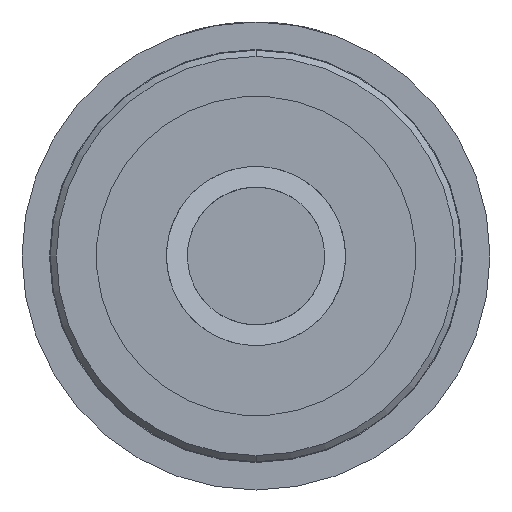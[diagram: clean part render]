
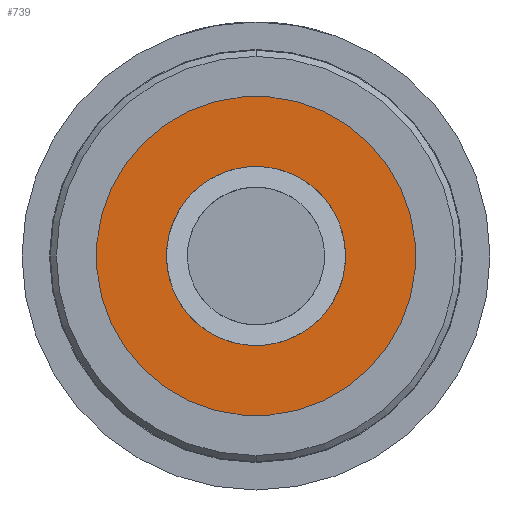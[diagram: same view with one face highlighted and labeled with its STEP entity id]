
A CAD part, front view. The second image highlights one B-rep face of the part: STEP entity #739.
In plain terms, the highlighted planar face has unit normal (0, -1, 0).
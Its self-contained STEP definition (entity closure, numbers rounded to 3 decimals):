
#13 = PLANE ( 'NONE',  #3500 ) ;
#45 = AXIS2_PLACEMENT_3D ( 'NONE', #2578, #910, #3133 ) ;
#50 = CIRCLE ( 'NONE', #2567, 1.16 ) ;
#220 = CARTESIAN_POINT ( 'NONE',  ( 0.82, -32., -0.82 ) ) ;
#244 = DIRECTION ( 'NONE',  ( -0.707, 0., 0.707 ) ) ;
#307 = EDGE_LOOP ( 'NONE', ( #1662, #2621 ) ) ;
#341 = CIRCLE ( 'NONE', #45, 0.65 ) ;
#358 = CARTESIAN_POINT ( 'NONE',  ( 0., -32., 0. ) ) ;
#365 = VERTEX_POINT ( 'NONE', #3014 ) ;
#393 = EDGE_CURVE ( 'Defeature ausgef�hrt1_9+Defeature ausgef�hrt1_10+Defeature ausgef�hrt1_10+Defeature ausgef�hrt1_10', #365, #407, #1325, .T. ) ;
#407 = VERTEX_POINT ( 'NONE', #3170 ) ;
#539 = EDGE_CURVE ( 'Defeature ausgef�hrt1_8+Defeature ausgef�hrt1_10+Defeature ausgef�hrt1_10+Defeature ausgef�hrt1_10', #1228, #1105, #2531, .T. ) ;
#552 = FACE_BOUND ( 'NONE', #927, .T. ) ;
#560 = CARTESIAN_POINT ( 'NONE',  ( 0., -32., 0. ) ) ;
#692 = DIRECTION ( 'NONE',  ( 0., -1., 0. ) ) ;
#739 = ADVANCED_FACE ( 'Defeature ausgef�hrt1_10', ( #3539, #552 ), #13, .F. ) ;
#762 = DIRECTION ( 'NONE',  ( 0., 1., 0. ) ) ;
#830 = CARTESIAN_POINT ( 'NONE',  ( -0.82, -32., 0.82 ) ) ;
#857 = DIRECTION ( 'NONE',  ( -0.707, 0., 0.707 ) ) ;
#910 = DIRECTION ( 'NONE',  ( 0., -1., 0. ) ) ;
#927 = EDGE_LOOP ( 'NONE', ( #3028, #1570 ) ) ;
#999 = AXIS2_PLACEMENT_3D ( 'NONE', #358, #692, #3183 ) ;
#1105 = VERTEX_POINT ( 'NONE', #220 ) ;
#1228 = VERTEX_POINT ( 'NONE', #830 ) ;
#1325 = CIRCLE ( 'NONE', #999, 0.65 ) ;
#1335 = CARTESIAN_POINT ( 'NONE',  ( 0., -32., 0. ) ) ;
#1570 = ORIENTED_EDGE ( 'NONE', *, *, #2729, .F. ) ;
#1662 = ORIENTED_EDGE ( 'NONE', *, *, #539, .F. ) ;
#1680 = CARTESIAN_POINT ( 'NONE',  ( 0.82, -32., 0.82 ) ) ;
#1970 = DIRECTION ( 'NONE',  ( 0., 1., 0. ) ) ;
#1991 = AXIS2_PLACEMENT_3D ( 'NONE', #1335, #762, #3301 ) ;
#2186 = EDGE_CURVE ( 'Defeature ausgef�hrt1_8+Defeature ausgef�hrt1_10+Defeature ausgef�hrt1_10+Defeature ausgef�hrt1_10', #1105, #1228, #50, .T. ) ;
#2523 = DIRECTION ( 'NONE',  ( 0., 1., 0. ) ) ;
#2531 = CIRCLE ( 'NONE', #1991, 1.16 ) ;
#2567 = AXIS2_PLACEMENT_3D ( 'NONE', #560, #2523, #857 ) ;
#2578 = CARTESIAN_POINT ( 'NONE',  ( 0., -32., 0. ) ) ;
#2621 = ORIENTED_EDGE ( 'NONE', *, *, #2186, .F. ) ;
#2729 = EDGE_CURVE ( 'Defeature ausgef�hrt1_9+Defeature ausgef�hrt1_10+Defeature ausgef�hrt1_10+Defeature ausgef�hrt1_10', #407, #365, #341, .T. ) ;
#3014 = CARTESIAN_POINT ( 'NONE',  ( -0.46, -32., 0.46 ) ) ;
#3028 = ORIENTED_EDGE ( 'NONE', *, *, #393, .F. ) ;
#3133 = DIRECTION ( 'NONE',  ( -0.707, 0., 0.707 ) ) ;
#3170 = CARTESIAN_POINT ( 'NONE',  ( 0.46, -32., -0.46 ) ) ;
#3183 = DIRECTION ( 'NONE',  ( -0.707, 0., 0.707 ) ) ;
#3301 = DIRECTION ( 'NONE',  ( -0.707, 0., 0.707 ) ) ;
#3500 = AXIS2_PLACEMENT_3D ( 'NONE', #1680, #1970, #244 ) ;
#3539 = FACE_OUTER_BOUND ( 'NONE', #307, .T. ) ;
